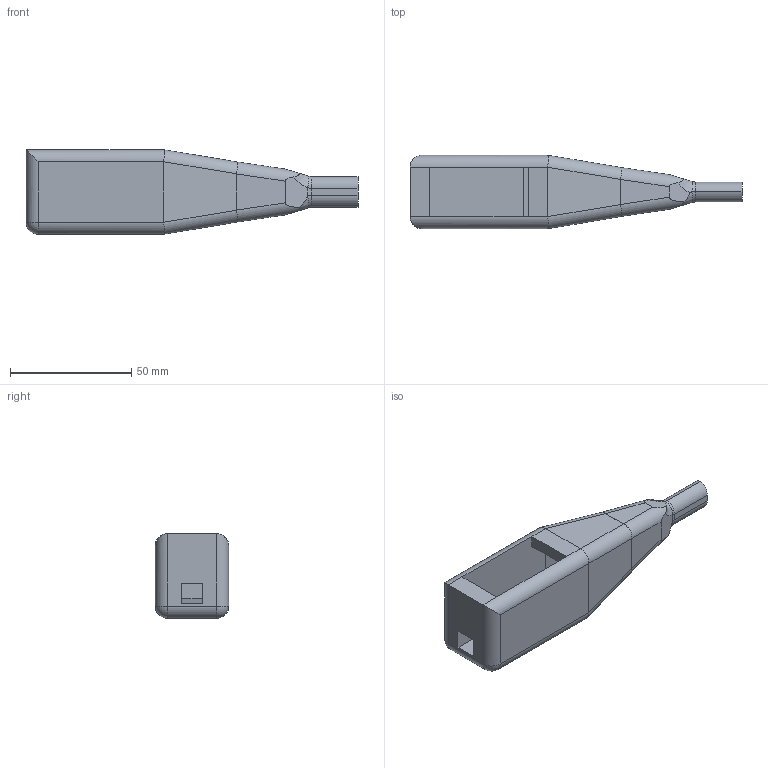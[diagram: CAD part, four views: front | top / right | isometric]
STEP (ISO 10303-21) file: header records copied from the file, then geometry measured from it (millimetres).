
FILE_DESCRIPTION (( 'STEP AP214' ), '1' );
FILE_NAME ('base vir.STEP', '2022-03-16T17:16:52', ( '' ), ( '' ), 'SwSTEP 2.0', 'SolidWorks 2020', '' );
FILE_SCHEMA (( 'AUTOMOTIVE_DESIGN' ));
Length unit declared in the file: millimetre
Products named in the file (1): base vir
Bounding box: 136.72 x 30.22 x 34.82 mm (x, y, z)
Volume: 50988.1 mm3; surface area: 20016 mm2
Topology: 1 solids, 1 shells, 76 faces, 183 edges, 106 vertices
Faces by surface type: plane 37, cylinder 25, bspline 12, sphere 2
Entity records: 2343 total; most frequent: CARTESIAN_POINT 744, ORIENTED_EDGE 362, DIRECTION 283, EDGE_CURVE 181, VERTEX_POINT 106, LINE 101, VECTOR 101, AXIS2_PLACEMENT_3D 91
